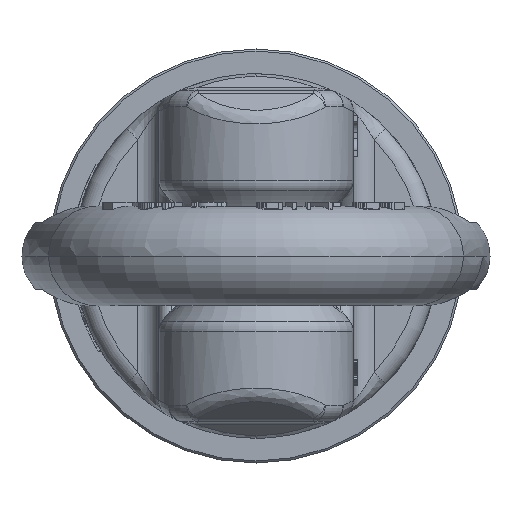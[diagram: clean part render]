
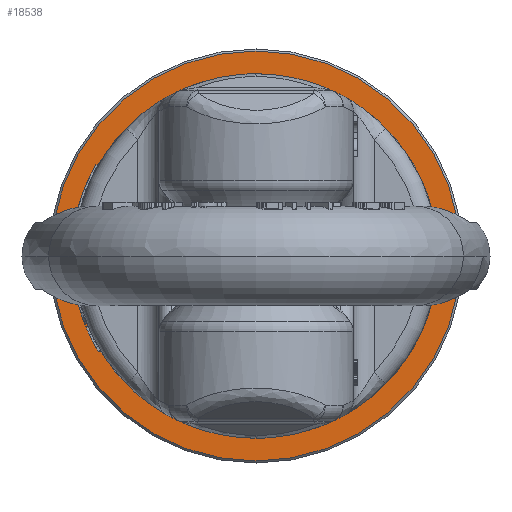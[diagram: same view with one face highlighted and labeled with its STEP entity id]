
A CAD part, left-side view. The second image highlights one B-rep face of the part: STEP entity #18538.
In plain terms, the highlighted face is planar.
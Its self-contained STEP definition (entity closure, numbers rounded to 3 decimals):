
#18382=CARTESIAN_POINT('',(0.,0.,19.));
#18383=DIRECTION('',(0.,0.,1.));
#18384=DIRECTION('',(0.,-1.,0.));
#18385=AXIS2_PLACEMENT_3D('',#18382,#18383,#18384);
#18387=CARTESIAN_POINT('',(0.,0.,19.));
#18388=DIRECTION('',(0.,0.,1.));
#18389=DIRECTION('',(0.,1.,0.));
#18390=AXIS2_PLACEMENT_3D('',#18387,#18388,#18389);
#18436=CARTESIAN_POINT('',(0.,-49.5,19.));
#18437=CARTESIAN_POINT('',(0.,49.5,19.));
#18438=VERTEX_POINT('',#18436);
#18439=VERTEX_POINT('',#18437);
#18528=CARTESIAN_POINT('',(0.,0.,19.));
#18529=DIRECTION('',(0.,0.,1.));
#18530=DIRECTION('',(0.,1.,0.));
#18531=AXIS2_PLACEMENT_3D('',#18528,#18529,#18530);
#18532=PLANE('',#18531);
#18533=ORIENTED_EDGE('',*,*,#18518,.F.);
#18535=ORIENTED_EDGE('',*,*,#18534,.F.);
#18536=EDGE_LOOP('',(#18533,#18535));
#18537=FACE_OUTER_BOUND('',#18536,.F.);
#18538=ADVANCED_FACE('',(#18537),#18532,.T.);
#18386=CIRCLE('',#18385,49.5);
#18391=CIRCLE('',#18390,49.5);
#18518=EDGE_CURVE('',#18438,#18439,#18386,.T.);
#18534=EDGE_CURVE('',#18439,#18438,#18391,.T.);
